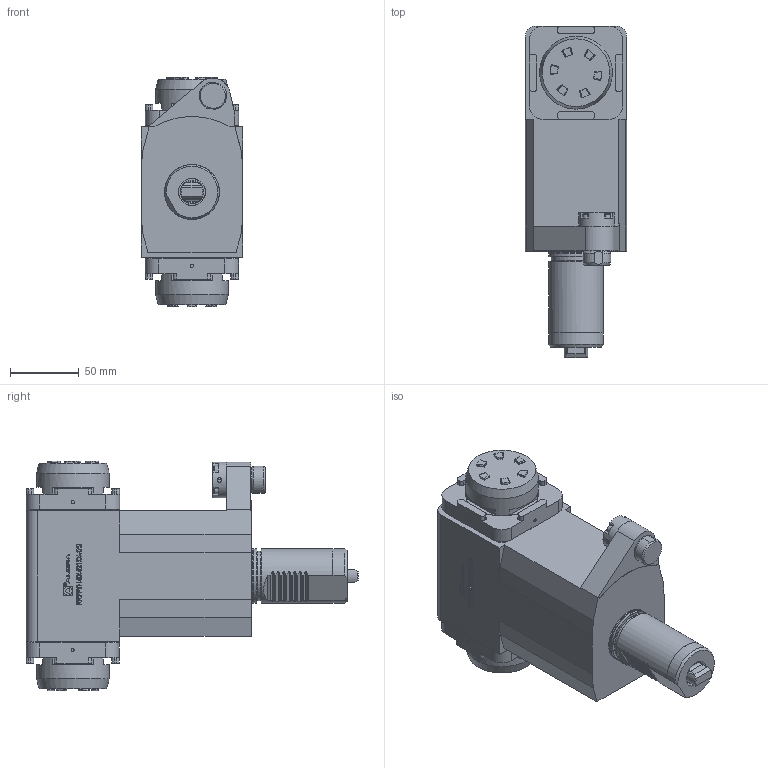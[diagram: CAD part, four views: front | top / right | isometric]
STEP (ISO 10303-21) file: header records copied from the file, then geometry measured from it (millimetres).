
FILE_DESCRIPTION (( 'STEP AP214' ), '1' );
FILE_NAME ('RRPPTH40I421DMZ2.STEP', '2025-11-08T09:32:59', ( '' ), ( '' ), 'SwSTEP 2.0', 'SolidWorks 2023', '' );
FILE_SCHEMA (( 'AUTOMOTIVE_DESIGN' ));
Length unit declared in the file: millimetre
Products named in the file (1): RRPPTH40I421DMZ2
Bounding box: 74 x 241.97 x 167.61 mm (x, y, z)
Volume: 1427504.9 mm3; surface area: 104911.2 mm2
Topology: 1 solids, 1 shells, 719 faces, 1864 edges, 1229 vertices
Faces by surface type: plane 434, cylinder 141, bspline 107, cone 27, torus 10
Full cylindrical faces by diameter (mm): 1.7 x1, 2.1 x1, 5.5 x4, 6.366 x1, 15 x1, 16.4 x1, 17 x2, 26 x1, 36 x1, 39.6 x1, 40 x2, 53 x2, 62.798 x2
Entity records: 31014 total; most frequent: CARTESIAN_POINT 10908, ORIENTED_EDGE 3612, DIRECTION 3101, EDGE_CURVE 1806, VERTEX_POINT 1208, LINE 1095, VECTOR 1095, AXIS2_PLACEMENT_3D 1003
